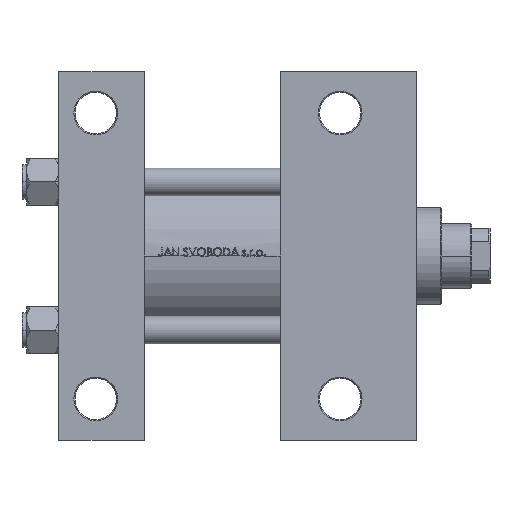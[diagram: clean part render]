
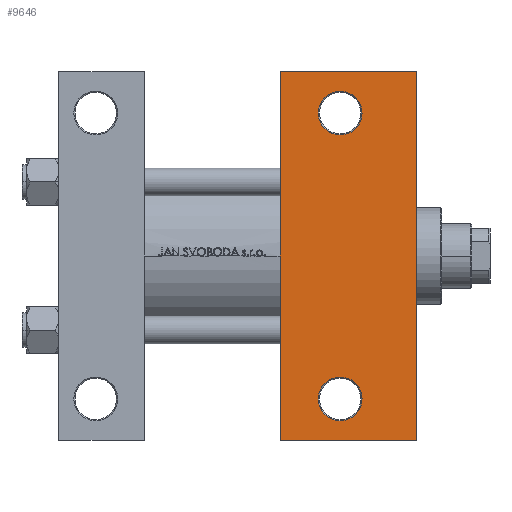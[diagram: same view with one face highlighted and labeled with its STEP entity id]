
A CAD part, front view. The second image highlights one B-rep face of the part: STEP entity #9646.
In plain terms, the highlighted face is planar.
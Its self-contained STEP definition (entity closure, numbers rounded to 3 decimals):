
#1277 = EDGE_CURVE ( 'NONE', #32716, #46549, #5424, .T. ) ;
#1561 = AXIS2_PLACEMENT_3D ( 'NONE', #19002, #33481, #3584 ) ;
#2323 = VERTEX_POINT ( 'NONE', #26442 ) ;
#3584 = DIRECTION ( 'NONE',  ( -1., 0., 0. ) ) ;
#3599 = ORIENTED_EDGE ( 'NONE', *, *, #33601, .T. ) ;
#4525 = EDGE_CURVE ( 'NONE', #2323, #13711, #8144, .T. ) ;
#4967 = FACE_BOUND ( 'NONE', #11203, .T. ) ;
#5424 = CIRCLE ( 'NONE', #1561, 9.5 ) ;
#5479 = DIRECTION ( 'NONE',  ( 0., 0., 1. ) ) ;
#5752 = ORIENTED_EDGE ( 'NONE', *, *, #1277, .T. ) ;
#6039 = ORIENTED_EDGE ( 'NONE', *, *, #25424, .T. ) ;
#6538 = LINE ( 'NONE', #33285, #14448 ) ;
#6540 = EDGE_CURVE ( 'NONE', #46549, #32716, #12077, .T. ) ;
#7003 = DIRECTION ( 'NONE',  ( 0., -1., 0. ) ) ;
#7725 = VECTOR ( 'NONE', #42743, 1000. ) ;
#8144 = CIRCLE ( 'NONE', #41218, 9.5 ) ;
#8876 = ORIENTED_EDGE ( 'NONE', *, *, #6540, .T. ) ;
#9646 = ADVANCED_FACE ( 'NONE', ( #37973, #4967, #19881 ), #23971, .T. ) ;
#9736 = CARTESIAN_POINT ( 'NONE',  ( 131.5, -62., -45. ) ) ;
#9835 = CARTESIAN_POINT ( 'NONE',  ( 96., 80., -45. ) ) ;
#11203 = EDGE_LOOP ( 'NONE', ( #8876, #5752 ) ) ;
#11298 = AXIS2_PLACEMENT_3D ( 'NONE', #31319, #46000, #28183 ) ;
#12077 = CIRCLE ( 'NONE', #11298, 9.5 ) ;
#12266 = EDGE_LOOP ( 'NONE', ( #37754, #15189 ) ) ;
#13366 = CARTESIAN_POINT ( 'NONE',  ( 96., 45., -45. ) ) ;
#13469 = EDGE_CURVE ( 'NONE', #19199, #21959, #6538, .T. ) ;
#13711 = VERTEX_POINT ( 'NONE', #36812 ) ;
#14448 = VECTOR ( 'NONE', #7003, 1000. ) ;
#14894 = CARTESIAN_POINT ( 'NONE',  ( 155., -80., -45. ) ) ;
#15189 = ORIENTED_EDGE ( 'NONE', *, *, #16775, .T. ) ;
#16038 = DIRECTION ( 'NONE',  ( -1., 0., 0. ) ) ;
#16318 = DIRECTION ( 'NONE',  ( -1., 0., 0. ) ) ;
#16775 = EDGE_CURVE ( 'NONE', #13711, #2323, #31496, .T. ) ;
#16968 = CARTESIAN_POINT ( 'NONE',  ( 96., 80., -45. ) ) ;
#17874 = LINE ( 'NONE', #18111, #35595 ) ;
#18111 = CARTESIAN_POINT ( 'NONE',  ( 96., -80., -45. ) ) ;
#19002 = CARTESIAN_POINT ( 'NONE',  ( 122., -62., -45. ) ) ;
#19199 = VERTEX_POINT ( 'NONE', #26983 ) ;
#19881 = FACE_OUTER_BOUND ( 'NONE', #43248, .T. ) ;
#21959 = VERTEX_POINT ( 'NONE', #14894 ) ;
#23027 = CARTESIAN_POINT ( 'NONE',  ( 155., 45., -45. ) ) ;
#23971 = PLANE ( 'NONE',  #36012 ) ;
#24560 = AXIS2_PLACEMENT_3D ( 'NONE', #42572, #5479, #16318 ) ;
#25424 = EDGE_CURVE ( 'NONE', #21959, #46506, #17874, .T. ) ;
#25797 = VERTEX_POINT ( 'NONE', #9835 ) ;
#26442 = CARTESIAN_POINT ( 'NONE',  ( 112.5, 62., -45. ) ) ;
#26446 = DIRECTION ( 'NONE',  ( -1., 0., 0. ) ) ;
#26983 = CARTESIAN_POINT ( 'NONE',  ( 155., 80., -45. ) ) ;
#27348 = ORIENTED_EDGE ( 'NONE', *, *, #13469, .T. ) ;
#28183 = DIRECTION ( 'NONE',  ( -1., 0., 0. ) ) ;
#30829 = VECTOR ( 'NONE', #31680, 1000. ) ;
#31319 = CARTESIAN_POINT ( 'NONE',  ( 122., -62., -45. ) ) ;
#31496 = CIRCLE ( 'NONE', #24560, 9.5 ) ;
#31680 = DIRECTION ( 'NONE',  ( 1., 0., 0. ) ) ;
#31811 = ORIENTED_EDGE ( 'NONE', *, *, #33604, .F. ) ;
#32716 = VERTEX_POINT ( 'NONE', #9736 ) ;
#33080 = CARTESIAN_POINT ( 'NONE',  ( 112.5, -62., -45. ) ) ;
#33285 = CARTESIAN_POINT ( 'NONE',  ( 155., 45., -45. ) ) ;
#33435 = DIRECTION ( 'NONE',  ( 0., 0., 1. ) ) ;
#33481 = DIRECTION ( 'NONE',  ( 0., 0., 1. ) ) ;
#33601 = EDGE_CURVE ( 'NONE', #25797, #19199, #38662, .T. ) ;
#33604 = EDGE_CURVE ( 'NONE', #25797, #46506, #46353, .T. ) ;
#33807 = CARTESIAN_POINT ( 'NONE',  ( 96., -80., -45. ) ) ;
#35595 = VECTOR ( 'NONE', #43654, 1000. ) ;
#36012 = AXIS2_PLACEMENT_3D ( 'NONE', #23027, #42290, #16038 ) ;
#36812 = CARTESIAN_POINT ( 'NONE',  ( 131.5, 62., -45. ) ) ;
#37754 = ORIENTED_EDGE ( 'NONE', *, *, #4525, .T. ) ;
#37973 = FACE_BOUND ( 'NONE', #12266, .T. ) ;
#38662 = LINE ( 'NONE', #16968, #30829 ) ;
#40398 = CARTESIAN_POINT ( 'NONE',  ( 122., 62., -45. ) ) ;
#41218 = AXIS2_PLACEMENT_3D ( 'NONE', #40398, #33435, #26446 ) ;
#42290 = DIRECTION ( 'NONE',  ( 0., 0., -1. ) ) ;
#42572 = CARTESIAN_POINT ( 'NONE',  ( 122., 62., -45. ) ) ;
#42743 = DIRECTION ( 'NONE',  ( 0., -1., 0. ) ) ;
#43248 = EDGE_LOOP ( 'NONE', ( #31811, #3599, #27348, #6039 ) ) ;
#43654 = DIRECTION ( 'NONE',  ( -1., 0., 0. ) ) ;
#46000 = DIRECTION ( 'NONE',  ( 0., 0., 1. ) ) ;
#46353 = LINE ( 'NONE', #13366, #7725 ) ;
#46506 = VERTEX_POINT ( 'NONE', #33807 ) ;
#46549 = VERTEX_POINT ( 'NONE', #33080 ) ;
